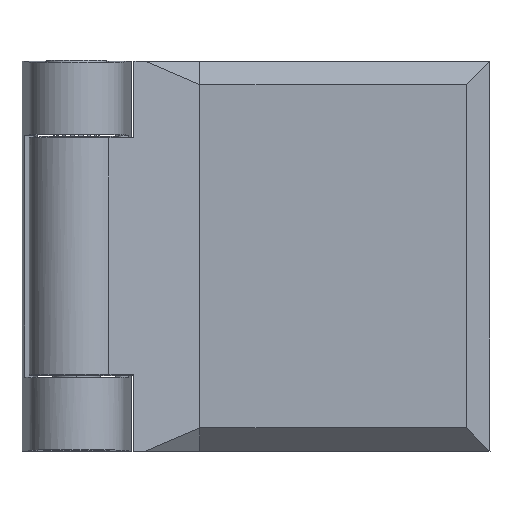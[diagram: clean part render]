
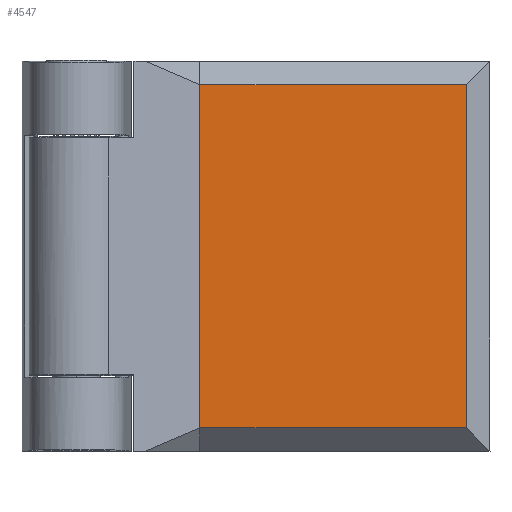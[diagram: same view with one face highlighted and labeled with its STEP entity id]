
A CAD part, top view. The second image highlights one B-rep face of the part: STEP entity #4547.
In plain terms, the highlighted planar face has unit normal (0, 0, 1).
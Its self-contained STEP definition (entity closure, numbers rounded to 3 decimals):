
#2 = CARTESIAN_POINT ( 'NONE',  ( 50., -20., 6.5 ) ) ;
#1180 = CARTESIAN_POINT ( 'NONE',  ( 15.8, -22., 6.5 ) ) ;
#2689 = VERTEX_POINT ( 'NONE', #6007 ) ;
#2982 = EDGE_CURVE ( 'NONE', #2689, #6629, #5204, .T. ) ;
#3177 = LINE ( 'NONE', #2, #6242 ) ;
#4115 = FACE_OUTER_BOUND ( 'NONE', #10731, .T. ) ;
#4547 = ADVANCED_FACE ( 'NONE', ( #4115 ), #11258, .T. ) ;
#5077 = CARTESIAN_POINT ( 'NONE',  ( 50., -22., 6.5 ) ) ;
#5204 = LINE ( 'NONE', #6211, #6813 ) ;
#5229 = LINE ( 'NONE', #8303, #6471 ) ;
#5592 = LINE ( 'NONE', #8677, #13339 ) ;
#5839 = VERTEX_POINT ( 'NONE', #11618 ) ;
#6007 = CARTESIAN_POINT ( 'NONE',  ( 15.8, 22., 6.5 ) ) ;
#6211 = CARTESIAN_POINT ( 'NONE',  ( 15.8, -17.5, 6.5 ) ) ;
#6242 = VECTOR ( 'NONE', #9366, 1000. ) ;
#6336 = DIRECTION ( 'NONE',  ( 0., -1., 0. ) ) ;
#6471 = VECTOR ( 'NONE', #7291, 1000. ) ;
#6629 = VERTEX_POINT ( 'NONE', #1180 ) ;
#6742 = EDGE_CURVE ( 'NONE', #5839, #6948, #3177, .T. ) ;
#6813 = VECTOR ( 'NONE', #6336, 1000. ) ;
#6948 = VERTEX_POINT ( 'NONE', #5077 ) ;
#7097 = ORIENTED_EDGE ( 'NONE', *, *, #2982, .T. ) ;
#7291 = DIRECTION ( 'NONE',  ( 1., 0., 0. ) ) ;
#7322 = DIRECTION ( 'NONE',  ( 0., 0., 1. ) ) ;
#7839 = EDGE_CURVE ( 'NONE', #6629, #6948, #5229, .T. ) ;
#8205 = CARTESIAN_POINT ( 'NONE',  ( 29.182, -17.5, 6.5 ) ) ;
#8303 = CARTESIAN_POINT ( 'NONE',  ( 29.182, -22., 6.5 ) ) ;
#8346 = AXIS2_PLACEMENT_3D ( 'NONE', #8205, #7322, #10235 ) ;
#8512 = ORIENTED_EDGE ( 'NONE', *, *, #12219, .F. ) ;
#8514 = ORIENTED_EDGE ( 'NONE', *, *, #6742, .F. ) ;
#8677 = CARTESIAN_POINT ( 'NONE',  ( 53.1, 22., 6.5 ) ) ;
#9366 = DIRECTION ( 'NONE',  ( 0., -1., 0. ) ) ;
#9692 = DIRECTION ( 'NONE',  ( 1., 0., 0. ) ) ;
#10235 = DIRECTION ( 'NONE',  ( 1., 0., 0. ) ) ;
#10731 = EDGE_LOOP ( 'NONE', ( #8512, #7097, #11842, #8514 ) ) ;
#11258 = PLANE ( 'NONE',  #8346 ) ;
#11618 = CARTESIAN_POINT ( 'NONE',  ( 50., 22., 6.5 ) ) ;
#11842 = ORIENTED_EDGE ( 'NONE', *, *, #7839, .T. ) ;
#12219 = EDGE_CURVE ( 'NONE', #2689, #5839, #5592, .T. ) ;
#13339 = VECTOR ( 'NONE', #9692, 1000. ) ;
